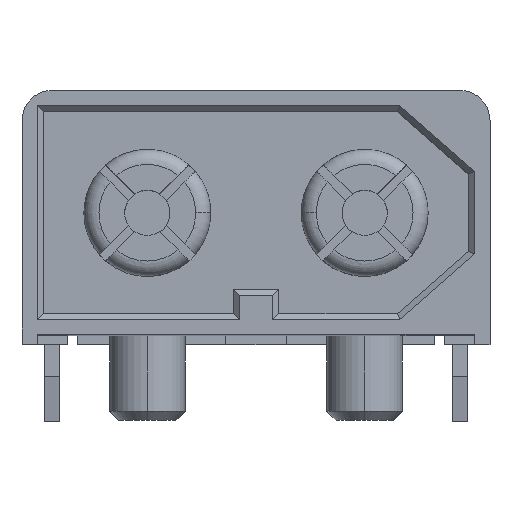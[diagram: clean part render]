
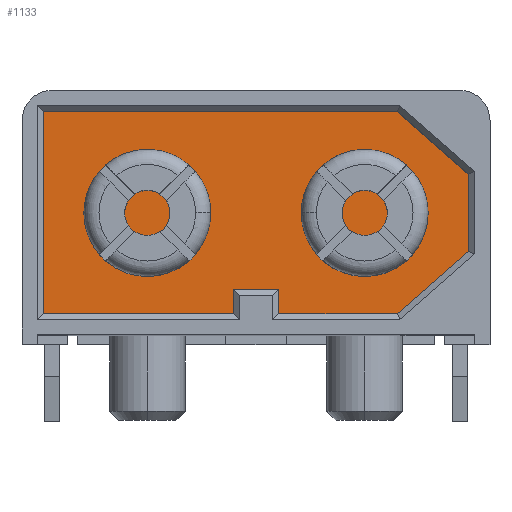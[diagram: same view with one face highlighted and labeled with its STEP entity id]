
A CAD part, top view. The second image highlights one B-rep face of the part: STEP entity #1133.
In plain terms, the highlighted planar face has unit normal (0, 0, 1).
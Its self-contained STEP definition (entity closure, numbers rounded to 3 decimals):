
#19 = DIRECTION ( 'NONE',  ( 0., 0., -1. ) ) ;
#115 = LINE ( 'NONE', #2725, #6507 ) ;
#117 = CARTESIAN_POINT ( 'NONE',  ( 4.688, 3.5, -7.7 ) ) ;
#280 = EDGE_CURVE ( 'NONE', #2131, #644, #4033, .T. ) ;
#313 = DIRECTION ( 'NONE',  ( -0.751, 0.66, 0. ) ) ;
#432 = ORIENTED_EDGE ( 'NONE', *, *, #1262, .T. ) ;
#546 = PLANE ( 'NONE',  #4505 ) ;
#621 = ORIENTED_EDGE ( 'NONE', *, *, #1873, .T. ) ;
#644 = VERTEX_POINT ( 'NONE', #6564 ) ;
#748 = DIRECTION ( 'NONE',  ( 0., 1., 0. ) ) ;
#866 = ORIENTED_EDGE ( 'NONE', *, *, #3978, .T. ) ;
#1075 = CARTESIAN_POINT ( 'NONE',  ( -7.05, -3.2, -7.7 ) ) ;
#1108 = VECTOR ( 'NONE', #1308, 1000. ) ;
#1133 = ADVANCED_FACE ( 'NONE', ( #5504 ), #546, .F. ) ;
#1181 = EDGE_CURVE ( 'NONE', #644, #4212, #115, .T. ) ;
#1215 = LINE ( 'NONE', #5240, #2821 ) ;
#1262 = EDGE_CURVE ( 'NONE', #5502, #2022, #1215, .T. ) ;
#1297 = CARTESIAN_POINT ( 'NONE',  ( 0.75, -3.2, -7.7 ) ) ;
#1308 = DIRECTION ( 'NONE',  ( -1., 0., 0. ) ) ;
#1311 = CARTESIAN_POINT ( 'NONE',  ( -7.05, 3.5, -7.7 ) ) ;
#1406 = EDGE_CURVE ( 'NONE', #3897, #5651, #6476, .T. ) ;
#1414 = VERTEX_POINT ( 'NONE', #5550 ) ;
#1437 = EDGE_CURVE ( 'NONE', #3001, #3120, #5975, .T. ) ;
#1467 = DIRECTION ( 'NONE',  ( 1., 0., 0. ) ) ;
#1537 = CARTESIAN_POINT ( 'NONE',  ( -7.05, 3.5, -7.7 ) ) ;
#1547 = EDGE_CURVE ( 'NONE', #1414, #3001, #2907, .T. ) ;
#1704 = DIRECTION ( 'NONE',  ( 1., 0., 0. ) ) ;
#1841 = EDGE_CURVE ( 'NONE', #4212, #1414, #1855, .T. ) ;
#1855 = LINE ( 'NONE', #3651, #4870 ) ;
#1873 = EDGE_CURVE ( 'NONE', #3120, #5502, #4178, .T. ) ;
#1911 = CARTESIAN_POINT ( 'NONE',  ( 7.05, -1.125, -7.7 ) ) ;
#2022 = VERTEX_POINT ( 'NONE', #3447 ) ;
#2131 = VERTEX_POINT ( 'NONE', #5170 ) ;
#2239 = VECTOR ( 'NONE', #2860, 1000. ) ;
#2317 = ORIENTED_EDGE ( 'NONE', *, *, #1406, .T. ) ;
#2323 = CARTESIAN_POINT ( 'NONE',  ( 4.688, 3.5, -7.7 ) ) ;
#2394 = VECTOR ( 'NONE', #4922, 1000. ) ;
#2592 = DIRECTION ( 'NONE',  ( -1., 0., 0. ) ) ;
#2605 = VECTOR ( 'NONE', #1467, 1000. ) ;
#2670 = VECTOR ( 'NONE', #3082, 1000. ) ;
#2725 = CARTESIAN_POINT ( 'NONE',  ( -0.75, -3.2, -7.7 ) ) ;
#2821 = VECTOR ( 'NONE', #748, 1000. ) ;
#2860 = DIRECTION ( 'NONE',  ( 0.751, 0.66, 0. ) ) ;
#2907 = LINE ( 'NONE', #6501, #2394 ) ;
#3001 = VERTEX_POINT ( 'NONE', #1297 ) ;
#3082 = DIRECTION ( 'NONE',  ( 1., 0., 0. ) ) ;
#3120 = VERTEX_POINT ( 'NONE', #5417 ) ;
#3166 = ORIENTED_EDGE ( 'NONE', *, *, #1181, .T. ) ;
#3247 = ORIENTED_EDGE ( 'NONE', *, *, #1547, .T. ) ;
#3447 = CARTESIAN_POINT ( 'NONE',  ( 7.05, 1.425, -7.7 ) ) ;
#3491 = EDGE_LOOP ( 'NONE', ( #3166, #6314, #3247, #4604, #621, #432, #866, #2317, #4394, #6412 ) ) ;
#3651 = CARTESIAN_POINT ( 'NONE',  ( -0.75, -2.4, -7.7 ) ) ;
#3738 = DIRECTION ( 'NONE',  ( 0., 1., 0. ) ) ;
#3833 = LINE ( 'NONE', #1311, #5825 ) ;
#3897 = VERTEX_POINT ( 'NONE', #117 ) ;
#3978 = EDGE_CURVE ( 'NONE', #2022, #3897, #4236, .T. ) ;
#3994 = CARTESIAN_POINT ( 'NONE',  ( -0.75, -2.4, -7.7 ) ) ;
#4033 = LINE ( 'NONE', #1075, #2670 ) ;
#4178 = LINE ( 'NONE', #6206, #2239 ) ;
#4212 = VERTEX_POINT ( 'NONE', #3994 ) ;
#4236 = LINE ( 'NONE', #2323, #6083 ) ;
#4394 = ORIENTED_EDGE ( 'NONE', *, *, #4918, .T. ) ;
#4505 = AXIS2_PLACEMENT_3D ( 'NONE', #4575, #19, #2592 ) ;
#4575 = CARTESIAN_POINT ( 'NONE',  ( 0., 0., -7.7 ) ) ;
#4604 = ORIENTED_EDGE ( 'NONE', *, *, #1437, .T. ) ;
#4831 = CARTESIAN_POINT ( 'NONE',  ( 0.75, -3.2, -7.7 ) ) ;
#4870 = VECTOR ( 'NONE', #1704, 1000. ) ;
#4918 = EDGE_CURVE ( 'NONE', #5651, #2131, #3833, .T. ) ;
#4922 = DIRECTION ( 'NONE',  ( 0., -1., 0. ) ) ;
#5170 = CARTESIAN_POINT ( 'NONE',  ( -7.05, -3.2, -7.7 ) ) ;
#5240 = CARTESIAN_POINT ( 'NONE',  ( 7.05, -1.125, -7.7 ) ) ;
#5366 = DIRECTION ( 'NONE',  ( 0., -1., 0. ) ) ;
#5417 = CARTESIAN_POINT ( 'NONE',  ( 4.688, -3.2, -7.7 ) ) ;
#5502 = VERTEX_POINT ( 'NONE', #1911 ) ;
#5504 = FACE_OUTER_BOUND ( 'NONE', #3491, .T. ) ;
#5550 = CARTESIAN_POINT ( 'NONE',  ( 0.75, -2.4, -7.7 ) ) ;
#5651 = VERTEX_POINT ( 'NONE', #1537 ) ;
#5825 = VECTOR ( 'NONE', #5366, 1000. ) ;
#5975 = LINE ( 'NONE', #4831, #2605 ) ;
#6008 = CARTESIAN_POINT ( 'NONE',  ( 0., 3.5, -7.7 ) ) ;
#6083 = VECTOR ( 'NONE', #313, 1000. ) ;
#6206 = CARTESIAN_POINT ( 'NONE',  ( 4.688, -3.2, -7.7 ) ) ;
#6314 = ORIENTED_EDGE ( 'NONE', *, *, #1841, .T. ) ;
#6412 = ORIENTED_EDGE ( 'NONE', *, *, #280, .T. ) ;
#6476 = LINE ( 'NONE', #6008, #1108 ) ;
#6501 = CARTESIAN_POINT ( 'NONE',  ( 0.75, -3.2, -7.7 ) ) ;
#6507 = VECTOR ( 'NONE', #3738, 1000. ) ;
#6564 = CARTESIAN_POINT ( 'NONE',  ( -0.75, -3.2, -7.7 ) ) ;
